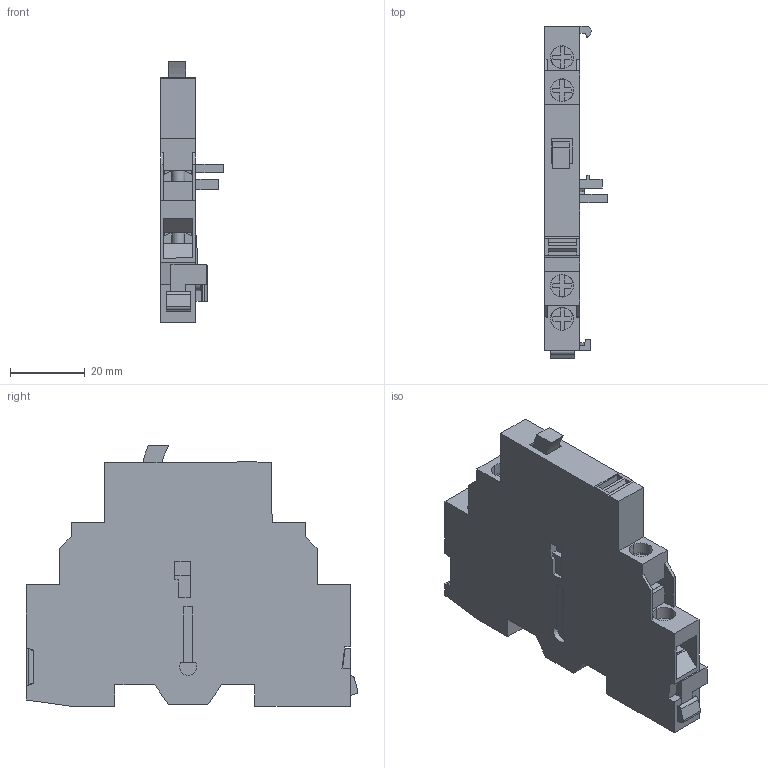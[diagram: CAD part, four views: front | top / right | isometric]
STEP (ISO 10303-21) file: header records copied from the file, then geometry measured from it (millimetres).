
FILE_DESCRIPTION((''),'2;1');
FILE_NAME('GVAMXX-3D_ASM','2022-09-09T12:23:41',('SESA507772'),('Schneider-Electric'),'CREO PARAMETRIC BY PTC INC, 2021284','CREO PARAMETRIC BY PTC INC, 2021284','');
FILE_SCHEMA(('AP242_MANAGED_MODEL_BASED_3D_ENGINEERING_MIM_LF { 1 0 10303 442 1 1 4 }'));
Length unit declared in the file: millimetre
Products named in the file (2): GVAMXX; GVAMXX-3D_ASM
Assembly tree (1 placements, depth 2):
  GVAMXX-3D_ASM
    GVAMXX
Bounding box: 16.7 x 89.04 x 69.9 mm (x, y, z)
Volume: 39932.3 mm3; surface area: 15824.2 mm2
Topology: 2 solids, 2 shells, 374 faces, 1094 edges, 721 vertices
Faces by surface type: plane 311, cylinder 41, extrusion 22
Entity records: 18026 total; most frequent: CARTESIAN_POINT 2858, ORIENTED_EDGE 2188, DIRECTION 1806, PRESENTATION_STYLE_ASSIGNMENT 1274, STYLED_ITEM 1117, CURVE_STYLE 1114, EDGE_CURVE 1094, VECTOR 928
